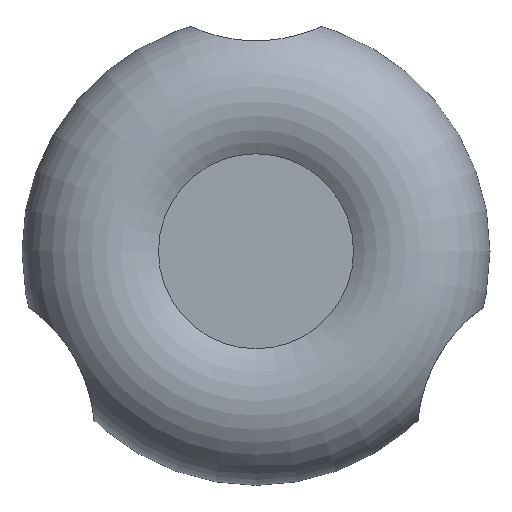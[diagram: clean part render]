
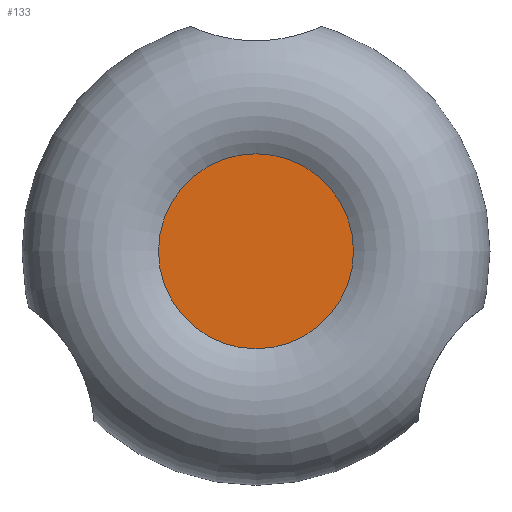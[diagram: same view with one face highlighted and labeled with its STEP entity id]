
A CAD part, top view. The second image highlights one B-rep face of the part: STEP entity #133.
In plain terms, the highlighted planar face has unit normal (0, 0, 1).
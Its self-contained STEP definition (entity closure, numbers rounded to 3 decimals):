
#133 = ADVANCED_FACE( '', ( #285 ), #286, .F. );
#285 = FACE_OUTER_BOUND( '', #447, .T. );
#286 = PLANE( '', #448 );
#447 = EDGE_LOOP( '', ( #787 ) );
#448 = AXIS2_PLACEMENT_3D( '', #788, #789, #790 );
#787 = ORIENTED_EDGE( '', *, *, #1039, .T. );
#788 = CARTESIAN_POINT( '', ( 0., 12.5, 36.374 ) );
#789 = DIRECTION( '', ( 0., 0., -1. ) );
#790 = DIRECTION( '', ( 0., 1., 0. ) );
#1039 = EDGE_CURVE( '', #1270, #1270, #1271, .T. );
#1270 = VERTEX_POINT( '', #2079 );
#1271 = CIRCLE( '', #2080, 12.5 );
#2079 = CARTESIAN_POINT( '', ( 0., -12.5, 36.374 ) );
#2080 = AXIS2_PLACEMENT_3D( '', #2314, #2315, #2316 );
#2314 = CARTESIAN_POINT( '', ( 0., 0., 36.374 ) );
#2315 = DIRECTION( '', ( 0., 0., 1. ) );
#2316 = DIRECTION( '', ( 0., -1., 0. ) );
